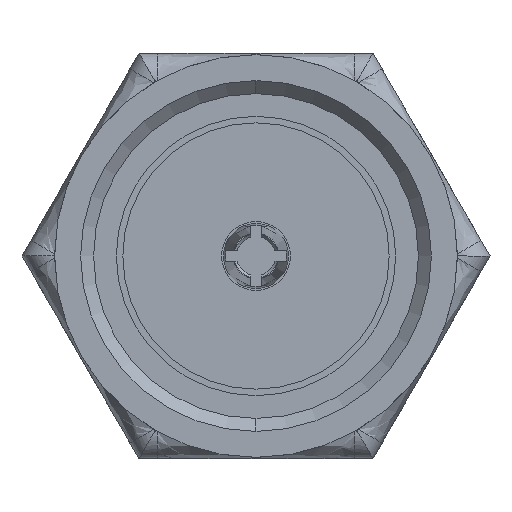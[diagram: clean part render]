
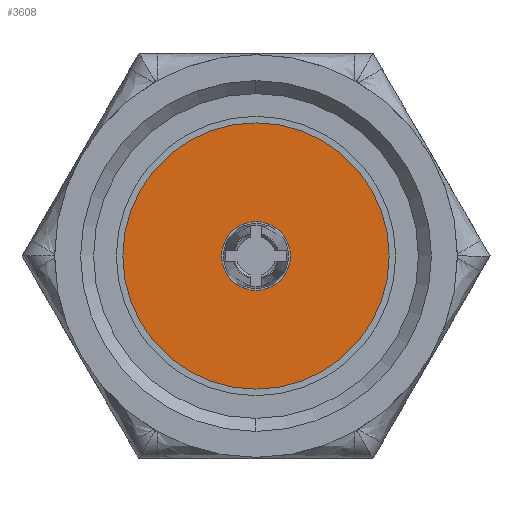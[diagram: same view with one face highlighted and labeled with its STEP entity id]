
A CAD part, left-side view. The second image highlights one B-rep face of the part: STEP entity #3608.
In plain terms, the highlighted face is planar.
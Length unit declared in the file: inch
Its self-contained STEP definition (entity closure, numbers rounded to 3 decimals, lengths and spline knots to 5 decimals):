
#1359 = VERTEX_POINT ( 'NONE', #8469 ) ;
#1372 = EDGE_CURVE ( 'NONE', #1359, #1590, #8473, .T. ) ;
#1373 = VERTEX_POINT ( 'NONE', #8451 ) ;
#1460 = VERTEX_POINT ( 'NONE', #8541 ) ;
#1583 = EDGE_CURVE ( 'NONE', #1373, #1460, #8799, .T. ) ;
#1590 = VERTEX_POINT ( 'NONE', #8844 ) ;
#3607 = EDGE_LOOP ( 'NONE', ( #3609, #3704 ) ) ;
#3608 = ADVANCED_FACE ( 'NONE', ( #10959, #10973 ), #10933, .T. ) ;
#3609 = ORIENTED_EDGE ( 'NONE', *, *, #3691, .F. ) ;
#3628 = EDGE_CURVE ( 'NONE', #1460, #1373, #11012, .T. ) ;
#3688 = ORIENTED_EDGE ( 'NONE', *, *, #1583, .T. ) ;
#3691 = EDGE_CURVE ( 'NONE', #1590, #1359, #11087, .T. ) ;
#3693 = ORIENTED_EDGE ( 'NONE', *, *, #3628, .T. ) ;
#3703 = EDGE_LOOP ( 'NONE', ( #3693, #3688 ) ) ;
#3704 = ORIENTED_EDGE ( 'NONE', *, *, #1372, .F. ) ;
#8451 = CARTESIAN_POINT ( 'NONE',  ( 0., 0.0865, -0.1025 ) ) ;
#8464 = AXIS2_PLACEMENT_3D ( 'NONE', #8504, #8501, #8500 ) ;
#8469 = CARTESIAN_POINT ( 'NONE',  ( 0., 0.0865, -0.0265 ) ) ;
#8473 = CIRCLE ( 'NONE', #8464, 0.0265 ) ;
#8500 = DIRECTION ( 'NONE',  ( 0., 0., 1. ) ) ;
#8501 = DIRECTION ( 'NONE',  ( 0., 1., 0. ) ) ;
#8504 = CARTESIAN_POINT ( 'NONE',  ( 0., 0.0865, 0. ) ) ;
#8541 = CARTESIAN_POINT ( 'NONE',  ( 0., 0.0865, 0.1025 ) ) ;
#8799 = CIRCLE ( 'NONE', #8843, 0.1025 ) ;
#8840 = DIRECTION ( 'NONE',  ( 0., 0., 1. ) ) ;
#8841 = DIRECTION ( 'NONE',  ( 0., 1., 0. ) ) ;
#8842 = CARTESIAN_POINT ( 'NONE',  ( 0., 0.0865, 0. ) ) ;
#8843 = AXIS2_PLACEMENT_3D ( 'NONE', #8842, #8841, #8840 ) ;
#8844 = CARTESIAN_POINT ( 'NONE',  ( 0., 0.0865, 0.0265 ) ) ;
#10933 = PLANE ( 'NONE',  #10961 ) ;
#10956 = DIRECTION ( 'NONE',  ( 0., 1., 0. ) ) ;
#10957 = CARTESIAN_POINT ( 'NONE',  ( 0., 0.0865, 0. ) ) ;
#10959 = FACE_BOUND ( 'NONE', #3607, .T. ) ;
#10960 = DIRECTION ( 'NONE',  ( 0., 0., 1. ) ) ;
#10961 = AXIS2_PLACEMENT_3D ( 'NONE', #10957, #10956, #10960 ) ;
#10973 = FACE_OUTER_BOUND ( 'NONE', #3703, .T. ) ;
#10990 = AXIS2_PLACEMENT_3D ( 'NONE', #11043, #11042, #11041 ) ;
#11012 = CIRCLE ( 'NONE', #10990, 0.1025 ) ;
#11041 = DIRECTION ( 'NONE',  ( 0., 0., 1. ) ) ;
#11042 = DIRECTION ( 'NONE',  ( 0., 1., 0. ) ) ;
#11043 = CARTESIAN_POINT ( 'NONE',  ( 0., 0.0865, 0. ) ) ;
#11083 = DIRECTION ( 'NONE',  ( 0., 0., 1. ) ) ;
#11084 = DIRECTION ( 'NONE',  ( 0., 1., 0. ) ) ;
#11085 = CARTESIAN_POINT ( 'NONE',  ( 0., 0.0865, 0. ) ) ;
#11086 = AXIS2_PLACEMENT_3D ( 'NONE', #11085, #11084, #11083 ) ;
#11087 = CIRCLE ( 'NONE', #11086, 0.0265 ) ;
